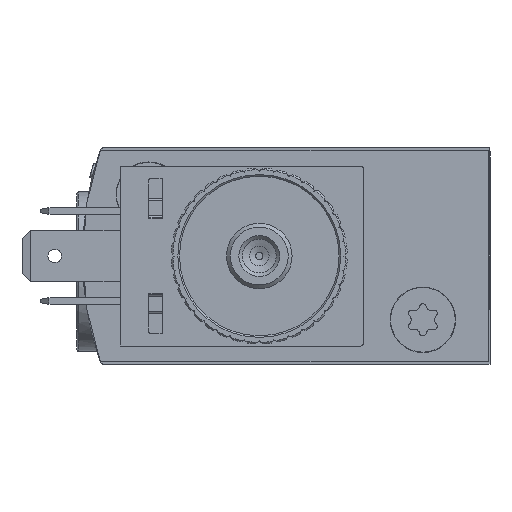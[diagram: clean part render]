
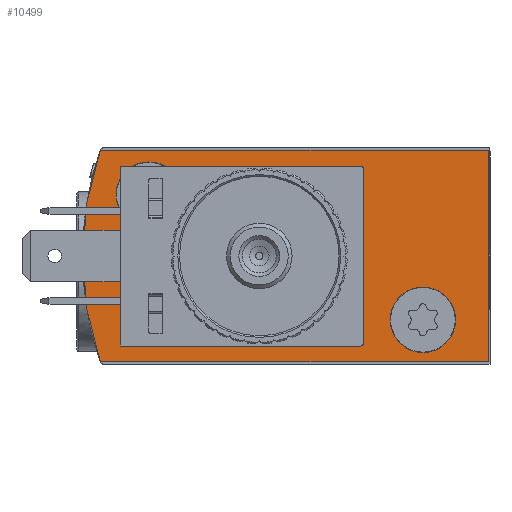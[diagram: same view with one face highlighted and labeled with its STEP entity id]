
A CAD part, left-side view. The second image highlights one B-rep face of the part: STEP entity #10499.
In plain terms, the highlighted planar face has unit normal (-1, 0, 0).
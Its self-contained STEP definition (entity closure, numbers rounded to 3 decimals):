
#795=LINE('',#17969,#1696);
#798=LINE('',#17977,#1699);
#801=LINE('',#17983,#1702);
#1696=VECTOR('',#14740,1000.);
#1699=VECTOR('',#14747,1000.);
#1702=VECTOR('',#14752,1000.);
#3291=ORIENTED_EDGE('',*,*,#5780,.F.);
#3292=ORIENTED_EDGE('',*,*,#5781,.T.);
#3293=ORIENTED_EDGE('',*,*,#5782,.T.);
#3294=ORIENTED_EDGE('',*,*,#5763,.F.);
#3295=ORIENTED_EDGE('',*,*,#5747,.F.);
#3296=ORIENTED_EDGE('',*,*,#5776,.F.);
#3297=ORIENTED_EDGE('',*,*,#5773,.F.);
#3298=ORIENTED_EDGE('',*,*,#5770,.F.);
#3299=ORIENTED_EDGE('',*,*,#5766,.F.);
#5747=EDGE_CURVE('',#7095,#7096,#7950,.T.);
#5763=EDGE_CURVE('',#7096,#7111,#7958,.T.);
#5766=EDGE_CURVE('',#7111,#7113,#795,.T.);
#5770=EDGE_CURVE('',#7113,#7116,#798,.T.);
#5773=EDGE_CURVE('',#7116,#7118,#801,.T.);
#5776=EDGE_CURVE('',#7118,#7095,#7961,.T.);
#5780=EDGE_CURVE('',#7122,#7122,#7965,.F.);
#5781=EDGE_CURVE('',#7123,#7123,#7966,.T.);
#5782=EDGE_CURVE('',#7124,#7124,#7967,.T.);
#7095=VERTEX_POINT('',#17931);
#7096=VERTEX_POINT('',#17932);
#7111=VERTEX_POINT('',#17964);
#7113=VERTEX_POINT('',#17970);
#7116=VERTEX_POINT('',#17978);
#7118=VERTEX_POINT('',#17984);
#7122=VERTEX_POINT('',#17998);
#7123=VERTEX_POINT('',#18000);
#7124=VERTEX_POINT('',#18002);
#7950=CIRCLE('',#12891,39.5);
#7958=CIRCLE('',#12900,0.2);
#7961=CIRCLE('',#12907,0.2);
#7965=CIRCLE('',#12913,5.);
#7966=CIRCLE('',#12914,4.);
#7967=CIRCLE('',#12915,4.);
#8541=EDGE_LOOP('',(#3291));
#8542=EDGE_LOOP('',(#3292));
#8543=EDGE_LOOP('',(#3293));
#8544=EDGE_LOOP('',(#3294,#3295,#3296,#3297,#3298,#3299));
#9380=FACE_BOUND('',#8541,.T.);
#9381=FACE_BOUND('',#8542,.T.);
#9382=FACE_BOUND('',#8543,.T.);
#9383=FACE_BOUND('',#8544,.T.);
#10068=PLANE('',#12912);
#10499=ADVANCED_FACE('',(#9380,#9381,#9382,#9383),#10068,.F.);
#12891=AXIS2_PLACEMENT_3D('',#17930,#14707,#14708);
#12900=AXIS2_PLACEMENT_3D('',#17963,#14733,#14734);
#12907=AXIS2_PLACEMENT_3D('',#17989,#14757,#14758);
#12912=AXIS2_PLACEMENT_3D('',#17996,#14767,#14768);
#12913=AXIS2_PLACEMENT_3D('',#17997,#14769,#14770);
#12914=AXIS2_PLACEMENT_3D('',#17999,#14771,#14772);
#12915=AXIS2_PLACEMENT_3D('',#18001,#14773,#14774);
#14707=DIRECTION('',(1.,0.,0.));
#14708=DIRECTION('',(0.,0.,-1.));
#14733=DIRECTION('',(1.,0.,0.));
#14734=DIRECTION('',(0.,0.,-1.));
#14740=DIRECTION('',(0.,-1.,0.));
#14747=DIRECTION('',(0.,0.,-1.));
#14752=DIRECTION('',(0.,1.,0.));
#14757=DIRECTION('',(1.,0.,0.));
#14758=DIRECTION('',(0.,0.,-1.));
#14767=DIRECTION('',(1.,0.,0.));
#14768=DIRECTION('',(0.,0.,-1.));
#14769=DIRECTION('',(1.,0.,0.));
#14770=DIRECTION('',(0.,0.,-1.));
#14771=DIRECTION('',(1.,0.,0.));
#14772=DIRECTION('',(0.,0.,-1.));
#14773=DIRECTION('',(1.,0.,0.));
#14774=DIRECTION('',(0.,0.,-1.));
#17930=CARTESIAN_POINT('',(0.,10.3,0.));
#17931=CARTESIAN_POINT('',(0.,47.663,-12.815));
#17932=CARTESIAN_POINT('',(0.,47.663,12.815));
#17963=CARTESIAN_POINT('',(0.,47.474,12.75));
#17964=CARTESIAN_POINT('',(0.,47.474,12.95));
#17969=CARTESIAN_POINT('',(0.,47.474,12.95));
#17970=CARTESIAN_POINT('',(0.,0.2,12.95));
#17977=CARTESIAN_POINT('',(0.,0.2,12.95));
#17978=CARTESIAN_POINT('',(0.,0.2,-12.95));
#17983=CARTESIAN_POINT('',(0.,0.2,-12.95));
#17984=CARTESIAN_POINT('',(0.,47.474,-12.95));
#17989=CARTESIAN_POINT('',(0.,47.474,-12.75));
#17996=CARTESIAN_POINT('',(0.,47.474,12.75));
#17997=CARTESIAN_POINT('',(0.,28.2,0.));
#17998=CARTESIAN_POINT('',(0.,28.2,-5.));
#17999=CARTESIAN_POINT('',(0.,41.7,7.5));
#18000=CARTESIAN_POINT('',(0.,41.7,3.5));
#18001=CARTESIAN_POINT('',(0.,8.2,-7.8));
#18002=CARTESIAN_POINT('',(0.,8.2,-11.8));
